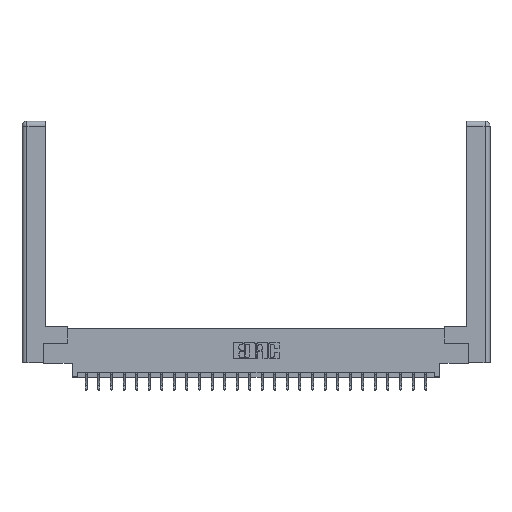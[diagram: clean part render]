
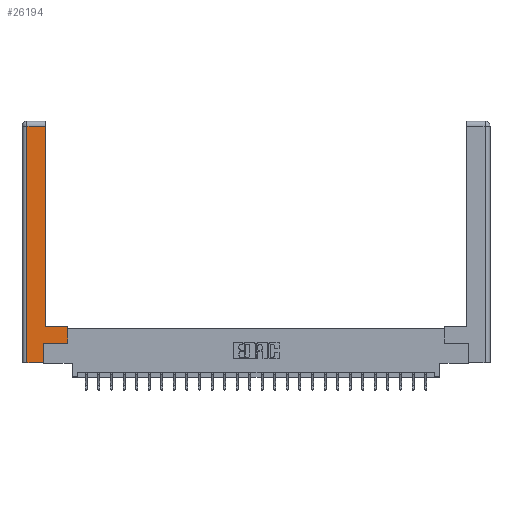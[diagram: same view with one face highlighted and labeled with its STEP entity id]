
A CAD part, top view. The second image highlights one B-rep face of the part: STEP entity #26194.
In plain terms, the highlighted planar face has unit normal (0, 0, 1).
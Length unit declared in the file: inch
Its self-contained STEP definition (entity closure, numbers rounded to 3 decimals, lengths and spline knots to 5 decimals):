
#41 = FACE_OUTER_BOUND ( 'NONE', #26451, .T. ) ;
#395 = VECTOR ( 'NONE', #20546, 39.37008 ) ;
#858 = VECTOR ( 'NONE', #8575, 39.37008 ) ;
#946 = EDGE_CURVE ( 'NONE', #10871, #6751, #14369, .T. ) ;
#1615 = CARTESIAN_POINT ( 'NONE',  ( 0.265, 0., 0. ) ) ;
#1958 = CARTESIAN_POINT ( 'NONE',  ( 0.265, 0., 0. ) ) ;
#2022 = EDGE_CURVE ( 'NONE', #14796, #6191, #5660, .T. ) ;
#2114 = CARTESIAN_POINT ( 'NONE',  ( 0.0615, 0., 0. ) ) ;
#2192 = ORIENTED_EDGE ( 'NONE', *, *, #3323, .T. ) ;
#2649 = CARTESIAN_POINT ( 'NONE',  ( 0.265, 0.245, 0. ) ) ;
#2926 = DIRECTION ( 'NONE',  ( -1., 0., 0. ) ) ;
#3093 = DIRECTION ( 'NONE',  ( -1., 0., 0. ) ) ;
#3323 = EDGE_CURVE ( 'NONE', #8127, #7549, #16836, .T. ) ;
#3472 = CARTESIAN_POINT ( 'NONE',  ( 0.565, 0.45, 0. ) ) ;
#4444 = DIRECTION ( 'NONE',  ( 1., 0., 0. ) ) ;
#4695 = CARTESIAN_POINT ( 'NONE',  ( 0.565, 0.245, 0. ) ) ;
#5406 = ORIENTED_EDGE ( 'NONE', *, *, #20526, .T. ) ;
#5460 = ORIENTED_EDGE ( 'NONE', *, *, #2022, .T. ) ;
#5601 = ORIENTED_EDGE ( 'NONE', *, *, #14305, .T. ) ;
#5660 = LINE ( 'NONE', #1958, #14629 ) ;
#6180 = CARTESIAN_POINT ( 'NONE',  ( 0., 0., 0. ) ) ;
#6191 = VERTEX_POINT ( 'NONE', #1615 ) ;
#6751 = VERTEX_POINT ( 'NONE', #3472 ) ;
#6893 = LINE ( 'NONE', #4695, #858 ) ;
#7549 = VERTEX_POINT ( 'NONE', #9977 ) ;
#8127 = VERTEX_POINT ( 'NONE', #20859 ) ;
#8359 = DIRECTION ( 'NONE',  ( 0., 0., -1. ) ) ;
#8575 = DIRECTION ( 'NONE',  ( 1., 0., 0. ) ) ;
#8867 = CARTESIAN_POINT ( 'NONE',  ( 0.295, 3., 0. ) ) ;
#9230 = VECTOR ( 'NONE', #11703, 39.37008 ) ;
#9824 = VECTOR ( 'NONE', #3093, 39.37008 ) ;
#9977 = CARTESIAN_POINT ( 'NONE',  ( 0.0615, 2.94, 0. ) ) ;
#10514 = LINE ( 'NONE', #22082, #9230 ) ;
#10819 = ORIENTED_EDGE ( 'NONE', *, *, #946, .T. ) ;
#10871 = VERTEX_POINT ( 'NONE', #22649 ) ;
#10908 = CARTESIAN_POINT ( 'NONE',  ( 0.0615, 2.94, 0. ) ) ;
#11061 = VECTOR ( 'NONE', #12817, 39.37008 ) ;
#11703 = DIRECTION ( 'NONE',  ( 0., 1., 0. ) ) ;
#12817 = DIRECTION ( 'NONE',  ( 0., 1., 0. ) ) ;
#12864 = AXIS2_PLACEMENT_3D ( 'NONE', #6180, #8359, #22697 ) ;
#13544 = CARTESIAN_POINT ( 'NONE',  ( 0.295, 0.45, 0. ) ) ;
#13993 = CARTESIAN_POINT ( 'NONE',  ( 0.295, 0.45, 0. ) ) ;
#14305 = EDGE_CURVE ( 'NONE', #6191, #20770, #10514, .T. ) ;
#14369 = LINE ( 'NONE', #18196, #15993 ) ;
#14629 = VECTOR ( 'NONE', #4444, 39.37008 ) ;
#14796 = VERTEX_POINT ( 'NONE', #17419 ) ;
#15869 = DIRECTION ( 'NONE',  ( 0., 1., 0. ) ) ;
#15993 = VECTOR ( 'NONE', #15869, 39.37008 ) ;
#16033 = EDGE_CURVE ( 'NONE', #24901, #8127, #26104, .T. ) ;
#16186 = VECTOR ( 'NONE', #2926, 39.37008 ) ;
#16446 = ORIENTED_EDGE ( 'NONE', *, *, #21230, .T. ) ;
#16836 = LINE ( 'NONE', #10908, #16186 ) ;
#17419 = CARTESIAN_POINT ( 'NONE',  ( 0.0615, 0., 0. ) ) ;
#18134 = ORIENTED_EDGE ( 'NONE', *, *, #23443, .T. ) ;
#18196 = CARTESIAN_POINT ( 'NONE',  ( 0.565, 0.45, 0. ) ) ;
#18479 = LINE ( 'NONE', #13544, #9824 ) ;
#20526 = EDGE_CURVE ( 'NONE', #20770, #10871, #6893, .T. ) ;
#20546 = DIRECTION ( 'NONE',  ( 0., -1., 0. ) ) ;
#20770 = VERTEX_POINT ( 'NONE', #2649 ) ;
#20859 = CARTESIAN_POINT ( 'NONE',  ( 0.295, 2.94, 0. ) ) ;
#21230 = EDGE_CURVE ( 'NONE', #6751, #24901, #18479, .T. ) ;
#21867 = LINE ( 'NONE', #2114, #395 ) ;
#22082 = CARTESIAN_POINT ( 'NONE',  ( 0.265, 0.245, 0. ) ) ;
#22512 = PLANE ( 'NONE',  #12864 ) ;
#22649 = CARTESIAN_POINT ( 'NONE',  ( 0.565, 0.245, 0. ) ) ;
#22697 = DIRECTION ( 'NONE',  ( -1., 0., 0. ) ) ;
#23443 = EDGE_CURVE ( 'NONE', #7549, #14796, #21867, .T. ) ;
#24901 = VERTEX_POINT ( 'NONE', #13993 ) ;
#25892 = ORIENTED_EDGE ( 'NONE', *, *, #16033, .T. ) ;
#26104 = LINE ( 'NONE', #8867, #11061 ) ;
#26194 = ADVANCED_FACE ( 'NONE', ( #41 ), #22512, .F. ) ;
#26451 = EDGE_LOOP ( 'NONE', ( #25892, #2192, #18134, #5460, #5601, #5406, #10819, #16446 ) ) ;
